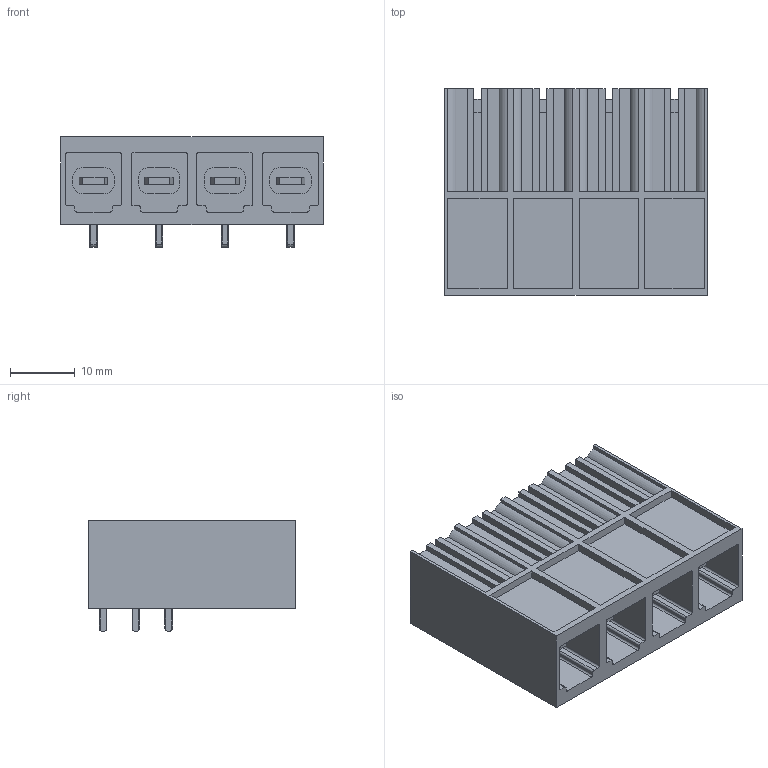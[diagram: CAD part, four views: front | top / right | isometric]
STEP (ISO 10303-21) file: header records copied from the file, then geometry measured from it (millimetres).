
FILE_DESCRIPTION(('CATIA V5 STEP Exchange','CAx-IF Rec.Pracs.--- Model Styling and Organization---1.2---2011-12-15'),'2;1');
FILE_NAME ('D1456670_0_1813510000_1813510000.stp','2018-11-29T14:54:39+00:00',('none'),('Weidmueller'),'CATIA Version 5-6 Release 2014','CATIA V5 STEP AP214','none');
FILE_SCHEMA(('AUTOMOTIVE_DESIGN { 1 0 10303 214 1 1 1 1 }'));
Length unit declared in the file: millimetre
Products named in the file (1): 1813510000
Bounding box: 40.64 x 32 x 17.1 mm (x, y, z)
Volume: 8124.6 mm3; surface area: 13541.7 mm2
Topology: 5 solids, 5 shells, 562 faces, 1620 edges, 1080 vertices
Faces by surface type: plane 474, cylinder 88
Entity records: 16806 total; most frequent: CARTESIAN_POINT 3244, ORIENTED_EDGE 3240, DIRECTION 2106, EDGE_CURVE 1620, VECTOR 1396, LINE 1396, VERTEX_POINT 1080, EDGE_LOOP 582
